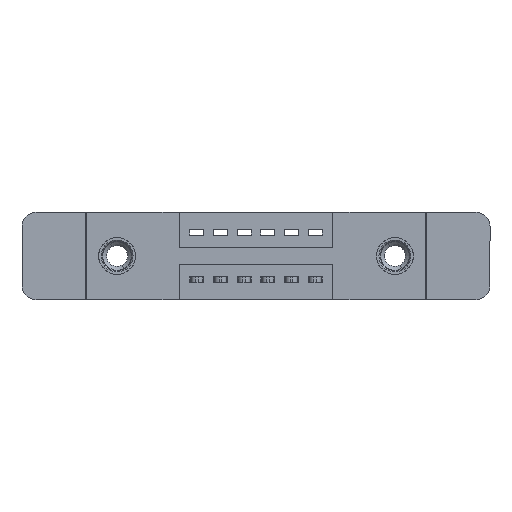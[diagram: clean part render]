
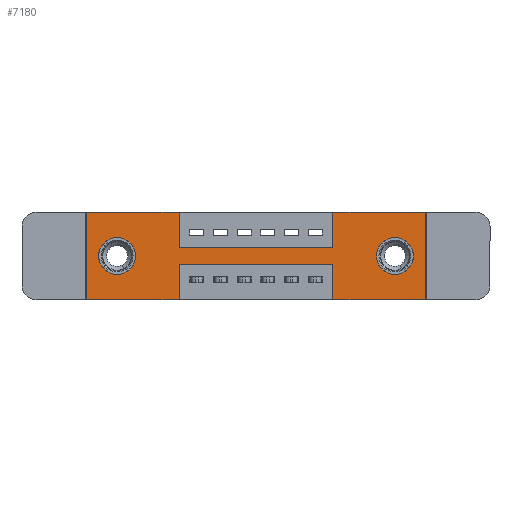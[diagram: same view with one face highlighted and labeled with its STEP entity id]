
A CAD part, front view. The second image highlights one B-rep face of the part: STEP entity #7180.
In plain terms, the highlighted planar face has unit normal (0, -1, 0).
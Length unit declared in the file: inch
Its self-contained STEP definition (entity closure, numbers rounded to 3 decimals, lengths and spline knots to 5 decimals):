
#168 = EDGE_CURVE ( 'NONE', #5961, #2847, #11587, .T. ) ;
#199 = PLANE ( 'NONE',  #7648 ) ;
#306 = DIRECTION ( 'NONE',  ( 0., 1., 0. ) ) ;
#321 = LINE ( 'NONE', #1349, #9075 ) ;
#396 = VECTOR ( 'NONE', #12466, 39.37008 ) ;
#397 = VERTEX_POINT ( 'NONE', #10218 ) ;
#415 = ORIENTED_EDGE ( 'NONE', *, *, #11236, .F. ) ;
#497 = VECTOR ( 'NONE', #1003, 39.37008 ) ;
#504 = DIRECTION ( 'NONE',  ( 0., 0., 1. ) ) ;
#548 = VECTOR ( 'NONE', #2246, 39.37008 ) ;
#640 = CIRCLE ( 'NONE', #12292, 0.078 ) ;
#654 = CARTESIAN_POINT ( 'NONE',  ( 0., 0., 0. ) ) ;
#663 = ORIENTED_EDGE ( 'NONE', *, *, #8822, .T. ) ;
#671 = LINE ( 'NONE', #7235, #12222 ) ;
#789 = ORIENTED_EDGE ( 'NONE', *, *, #8108, .F. ) ;
#1003 = DIRECTION ( 'NONE',  ( 1., 0., 0. ) ) ;
#1209 = LINE ( 'NONE', #8828, #9796 ) ;
#1280 = VERTEX_POINT ( 'NONE', #2828 ) ;
#1349 = CARTESIAN_POINT ( 'NONE',  ( 1.0425, 0., 0. ) ) ;
#1373 = LINE ( 'NONE', #10520, #5225 ) ;
#1582 = CARTESIAN_POINT ( 'NONE',  ( 0.13, 0., -0.263 ) ) ;
#1810 = LINE ( 'NONE', #2423, #396 ) ;
#1886 = ORIENTED_EDGE ( 'NONE', *, *, #3470, .F. ) ;
#1908 = CARTESIAN_POINT ( 'NONE',  ( 1.305, 0., -0.185 ) ) ;
#2055 = DIRECTION ( 'NONE',  ( 0., 0., 1. ) ) ;
#2240 = CARTESIAN_POINT ( 'NONE',  ( 1.305, 0., -0.107 ) ) ;
#2245 = CARTESIAN_POINT ( 'NONE',  ( 0., 0., 0. ) ) ;
#2246 = DIRECTION ( 'NONE',  ( -1., 0., 0. ) ) ;
#2423 = CARTESIAN_POINT ( 'NONE',  ( 0., 0., -0.37 ) ) ;
#2608 = DIRECTION ( 'NONE',  ( 0., 1., 0. ) ) ;
#2828 = CARTESIAN_POINT ( 'NONE',  ( 1.0425, 0., 0. ) ) ;
#2847 = VERTEX_POINT ( 'NONE', #11586 ) ;
#2906 = VECTOR ( 'NONE', #11204, 39.37008 ) ;
#3106 = CARTESIAN_POINT ( 'NONE',  ( 1.305, 0., -0.263 ) ) ;
#3257 = DIRECTION ( 'NONE',  ( 0., 0., -1. ) ) ;
#3391 = VERTEX_POINT ( 'NONE', #12501 ) ;
#3470 = EDGE_CURVE ( 'NONE', #6419, #1280, #321, .T. ) ;
#3567 = EDGE_CURVE ( 'NONE', #13728, #10264, #1373, .T. ) ;
#3599 = EDGE_CURVE ( 'NONE', #2847, #6419, #12913, .T. ) ;
#3618 = CARTESIAN_POINT ( 'NONE',  ( 0., 0., 0. ) ) ;
#3679 = VERTEX_POINT ( 'NONE', #10333 ) ;
#3767 = EDGE_CURVE ( 'NONE', #3679, #12543, #671, .T. ) ;
#3786 = CARTESIAN_POINT ( 'NONE',  ( 0.13, 0., -0.185 ) ) ;
#3848 = LINE ( 'NONE', #11803, #9109 ) ;
#4083 = VECTOR ( 'NONE', #13059, 39.37008 ) ;
#4320 = LINE ( 'NONE', #2245, #2906 ) ;
#4366 = ORIENTED_EDGE ( 'NONE', *, *, #4797, .F. ) ;
#4578 = CARTESIAN_POINT ( 'NONE',  ( 1.0425, 0., -0.37 ) ) ;
#4631 = CARTESIAN_POINT ( 'NONE',  ( 0.3925, 0., -0.37 ) ) ;
#4797 = EDGE_CURVE ( 'NONE', #6949, #11713, #4320, .T. ) ;
#5012 = DIRECTION ( 'NONE',  ( 0., 0., -1. ) ) ;
#5225 = VECTOR ( 'NONE', #3257, 39.37008 ) ;
#5423 = EDGE_LOOP ( 'NONE', ( #663, #10525 ) ) ;
#5563 = DIRECTION ( 'NONE',  ( 0., 0., -1. ) ) ;
#5626 = CARTESIAN_POINT ( 'NONE',  ( 0., 0., 0. ) ) ;
#5961 = VERTEX_POINT ( 'NONE', #6051 ) ;
#6051 = CARTESIAN_POINT ( 'NONE',  ( 0.3925, 0., 0. ) ) ;
#6271 = DIRECTION ( 'NONE',  ( 0., 0., -1. ) ) ;
#6296 = ORIENTED_EDGE ( 'NONE', *, *, #14308, .F. ) ;
#6419 = VERTEX_POINT ( 'NONE', #13787 ) ;
#6465 = LINE ( 'NONE', #5626, #497 ) ;
#6526 = DIRECTION ( 'NONE',  ( 0., 1., 0. ) ) ;
#6718 = ORIENTED_EDGE ( 'NONE', *, *, #168, .F. ) ;
#6735 = CARTESIAN_POINT ( 'NONE',  ( 1.435, 0., 0. ) ) ;
#6757 = FACE_BOUND ( 'NONE', #7965, .T. ) ;
#6949 = VERTEX_POINT ( 'NONE', #11189 ) ;
#7075 = ORIENTED_EDGE ( 'NONE', *, *, #9022, .F. ) ;
#7093 = DIRECTION ( 'NONE',  ( 0., 0., 1. ) ) ;
#7124 = DIRECTION ( 'NONE',  ( 0., 0., -1. ) ) ;
#7180 = ADVANCED_FACE ( 'NONE', ( #9202, #6757, #13368 ), #199, .T. ) ;
#7222 = LINE ( 'NONE', #12082, #548 ) ;
#7235 = CARTESIAN_POINT ( 'NONE',  ( 0.3925, 0., -0.37 ) ) ;
#7393 = CIRCLE ( 'NONE', #12946, 0.078 ) ;
#7648 = AXIS2_PLACEMENT_3D ( 'NONE', #10277, #12569, #12435 ) ;
#7788 = LINE ( 'NONE', #654, #4083 ) ;
#7870 = ORIENTED_EDGE ( 'NONE', *, *, #14313, .T. ) ;
#7965 = EDGE_LOOP ( 'NONE', ( #9225, #7870 ) ) ;
#8021 = VERTEX_POINT ( 'NONE', #4578 ) ;
#8108 = EDGE_CURVE ( 'NONE', #11713, #5961, #7788, .T. ) ;
#8822 = EDGE_CURVE ( 'NONE', #11968, #8867, #10048, .T. ) ;
#8828 = CARTESIAN_POINT ( 'NONE',  ( 0.3925, 0., -0.22 ) ) ;
#8867 = VERTEX_POINT ( 'NONE', #3106 ) ;
#9022 = EDGE_CURVE ( 'NONE', #12543, #6949, #1810, .T. ) ;
#9071 = ORIENTED_EDGE ( 'NONE', *, *, #3599, .F. ) ;
#9075 = VECTOR ( 'NONE', #10311, 39.37008 ) ;
#9109 = VECTOR ( 'NONE', #504, 39.37008 ) ;
#9202 = FACE_BOUND ( 'NONE', #5423, .T. ) ;
#9225 = ORIENTED_EDGE ( 'NONE', *, *, #13231, .T. ) ;
#9324 = ORIENTED_EDGE ( 'NONE', *, *, #3567, .F. ) ;
#9796 = VECTOR ( 'NONE', #14314, 39.37008 ) ;
#9868 = ORIENTED_EDGE ( 'NONE', *, *, #11465, .F. ) ;
#9951 = VECTOR ( 'NONE', #10487, 39.37008 ) ;
#10048 = CIRCLE ( 'NONE', #12704, 0.078 ) ;
#10218 = CARTESIAN_POINT ( 'NONE',  ( 1.0425, 0., -0.22 ) ) ;
#10264 = VERTEX_POINT ( 'NONE', #12812 ) ;
#10277 = CARTESIAN_POINT ( 'NONE',  ( 0., 0., -0.37 ) ) ;
#10311 = DIRECTION ( 'NONE',  ( 0., 0., 1. ) ) ;
#10333 = CARTESIAN_POINT ( 'NONE',  ( 0.3925, 0., -0.22 ) ) ;
#10487 = DIRECTION ( 'NONE',  ( 1., 0., 0. ) ) ;
#10520 = CARTESIAN_POINT ( 'NONE',  ( 1.435, 0., 0. ) ) ;
#10525 = ORIENTED_EDGE ( 'NONE', *, *, #13874, .T. ) ;
#10658 = ORIENTED_EDGE ( 'NONE', *, *, #3767, .F. ) ;
#10904 = ORIENTED_EDGE ( 'NONE', *, *, #12022, .F. ) ;
#10962 = CARTESIAN_POINT ( 'NONE',  ( 0.13, 0., -0.185 ) ) ;
#11157 = VERTEX_POINT ( 'NONE', #1582 ) ;
#11189 = CARTESIAN_POINT ( 'NONE',  ( 0., 0., -0.37 ) ) ;
#11204 = DIRECTION ( 'NONE',  ( 0., 0., 1. ) ) ;
#11236 = EDGE_CURVE ( 'NONE', #8021, #397, #3848, .T. ) ;
#11465 = EDGE_CURVE ( 'NONE', #397, #3679, #1209, .T. ) ;
#11586 = CARTESIAN_POINT ( 'NONE',  ( 0.3925, 0., -0.15 ) ) ;
#11587 = LINE ( 'NONE', #12259, #13330 ) ;
#11713 = VERTEX_POINT ( 'NONE', #3618 ) ;
#11803 = CARTESIAN_POINT ( 'NONE',  ( 1.0425, 0., -0.37 ) ) ;
#11968 = VERTEX_POINT ( 'NONE', #2240 ) ;
#12022 = EDGE_CURVE ( 'NONE', #1280, #13728, #6465, .T. ) ;
#12082 = CARTESIAN_POINT ( 'NONE',  ( 0., 0., -0.37 ) ) ;
#12222 = VECTOR ( 'NONE', #5012, 39.37008 ) ;
#12259 = CARTESIAN_POINT ( 'NONE',  ( 0.3925, 0., 0. ) ) ;
#12292 = AXIS2_PLACEMENT_3D ( 'NONE', #3786, #2608, #7093 ) ;
#12435 = DIRECTION ( 'NONE',  ( 0., 0., -1. ) ) ;
#12466 = DIRECTION ( 'NONE',  ( -1., 0., 0. ) ) ;
#12501 = CARTESIAN_POINT ( 'NONE',  ( 0.13, 0., -0.107 ) ) ;
#12543 = VERTEX_POINT ( 'NONE', #4631 ) ;
#12569 = DIRECTION ( 'NONE',  ( 0., -1., 0. ) ) ;
#12605 = EDGE_LOOP ( 'NONE', ( #10658, #9868, #415, #6296, #9324, #10904, #1886, #9071, #6718, #789, #4366, #7075 ) ) ;
#12704 = AXIS2_PLACEMENT_3D ( 'NONE', #1908, #12951, #6271 ) ;
#12812 = CARTESIAN_POINT ( 'NONE',  ( 1.435, 0., -0.37 ) ) ;
#12913 = LINE ( 'NONE', #14141, #9951 ) ;
#12946 = AXIS2_PLACEMENT_3D ( 'NONE', #10962, #6526, #2055 ) ;
#12951 = DIRECTION ( 'NONE',  ( 0., 1., 0. ) ) ;
#13059 = DIRECTION ( 'NONE',  ( 1., 0., 0. ) ) ;
#13231 = EDGE_CURVE ( 'NONE', #3391, #11157, #640, .T. ) ;
#13330 = VECTOR ( 'NONE', #5563, 39.37008 ) ;
#13368 = FACE_OUTER_BOUND ( 'NONE', #12605, .T. ) ;
#13728 = VERTEX_POINT ( 'NONE', #6735 ) ;
#13769 = CARTESIAN_POINT ( 'NONE',  ( 1.305, 0., -0.185 ) ) ;
#13787 = CARTESIAN_POINT ( 'NONE',  ( 1.0425, 0., -0.15 ) ) ;
#13874 = EDGE_CURVE ( 'NONE', #8867, #11968, #14017, .T. ) ;
#13948 = AXIS2_PLACEMENT_3D ( 'NONE', #13769, #306, #7124 ) ;
#14017 = CIRCLE ( 'NONE', #13948, 0.078 ) ;
#14141 = CARTESIAN_POINT ( 'NONE',  ( 0.3925, 0., -0.15 ) ) ;
#14308 = EDGE_CURVE ( 'NONE', #10264, #8021, #7222, .T. ) ;
#14313 = EDGE_CURVE ( 'NONE', #11157, #3391, #7393, .T. ) ;
#14314 = DIRECTION ( 'NONE',  ( -1., 0., 0. ) ) ;
